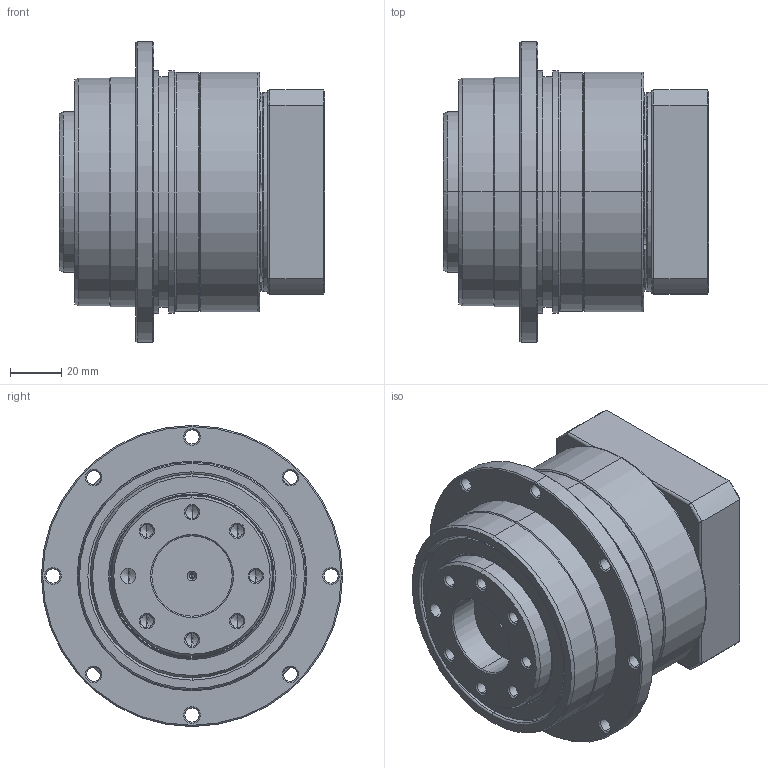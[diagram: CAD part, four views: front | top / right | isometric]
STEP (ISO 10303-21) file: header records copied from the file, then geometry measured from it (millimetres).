
FILE_DESCRIPTION (( 'STEP AP203' ), '1' );
FILE_NAME ('PGF90-L1-19-70-90-M6.STEP', '2024-01-11T05:55:15', ( '' ), ( '' ), 'SwSTEP 2.0', 'SolidWorks 2018', '' );
FILE_SCHEMA (( 'CONFIG_CONTROL_DESIGN' ));
Length unit declared in the file: millimetre
Products named in the file (1): PGF90-L1-19-70-90-M6
Bounding box: 104 x 118 x 118 mm (x, y, z)
Volume: 605821.2 mm3; surface area: 132050.9 mm2
Topology: 21 solids, 21 shells, 607 faces, 1406 edges, 860 vertices
Faces by surface type: plane 208, cylinder 188, cone 155, torus 53, bspline 3
Entity records: 19127 total; most frequent: CARTESIAN_POINT 5072, DIRECTION 3110, ORIENTED_EDGE 2760, EDGE_CURVE 1380, AXIS2_PLACEMENT_3D 1223, VERTEX_POINT 860, EDGE_LOOP 680, LINE 664
